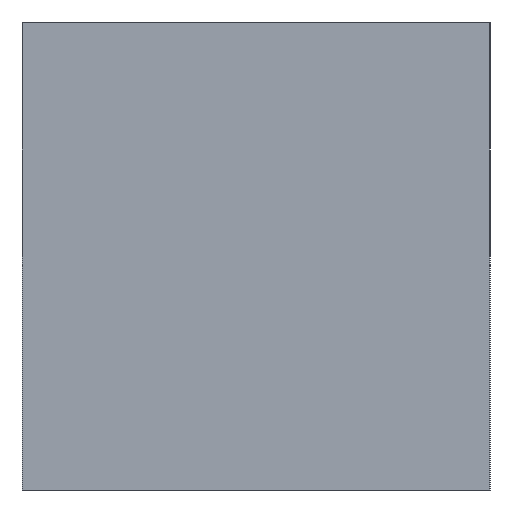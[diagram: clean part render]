
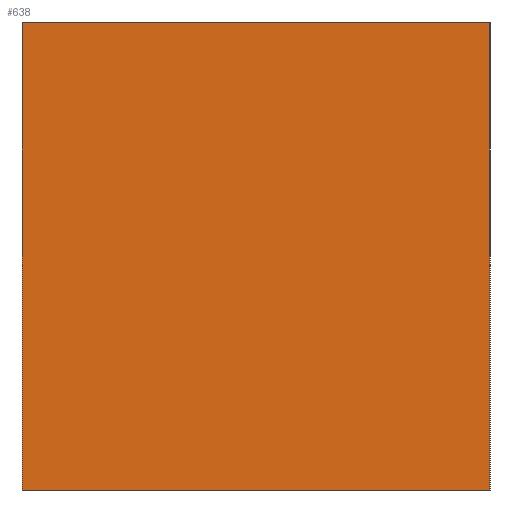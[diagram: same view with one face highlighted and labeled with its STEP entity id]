
A CAD part, left-side view. The second image highlights one B-rep face of the part: STEP entity #638.
In plain terms, the highlighted planar face has unit normal (-1, 0, 0).
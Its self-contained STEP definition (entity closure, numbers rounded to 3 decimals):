
#4 = VECTOR ( 'NONE', #460, 1000. ) ;
#21 = DIRECTION ( 'NONE',  ( 1., 0., 0. ) ) ;
#69 = LINE ( 'NONE', #589, #650 ) ;
#74 = LINE ( 'NONE', #287, #4 ) ;
#76 = DIRECTION ( 'NONE',  ( 0., -1., 0. ) ) ;
#118 = ORIENTED_EDGE ( 'NONE', *, *, #446, .F. ) ;
#120 = CARTESIAN_POINT ( 'NONE',  ( -1.6, 1.25, 0. ) ) ;
#133 = DIRECTION ( 'NONE',  ( 0., 1., 0. ) ) ;
#137 = CARTESIAN_POINT ( 'NONE',  ( -1.6, 1.25, 0. ) ) ;
#143 = LINE ( 'NONE', #379, #557 ) ;
#148 = EDGE_CURVE ( 'NONE', #185, #622, #520, .T. ) ;
#185 = VERTEX_POINT ( 'NONE', #120 ) ;
#220 = CARTESIAN_POINT ( 'NONE',  ( -1.6, -1.25, 0. ) ) ;
#241 = CARTESIAN_POINT ( 'NONE',  ( -1.6, -1.25, 2.5 ) ) ;
#242 = EDGE_CURVE ( 'NONE', #719, #622, #143, .T. ) ;
#272 = ORIENTED_EDGE ( 'NONE', *, *, #148, .T. ) ;
#287 = CARTESIAN_POINT ( 'NONE',  ( -1.6, 1.25, 2.5 ) ) ;
#333 = AXIS2_PLACEMENT_3D ( 'NONE', #416, #21, #133 ) ;
#379 = CARTESIAN_POINT ( 'NONE',  ( -1.6, -1.25, 2.5 ) ) ;
#387 = EDGE_LOOP ( 'NONE', ( #272, #623, #118, #517 ) ) ;
#416 = CARTESIAN_POINT ( 'NONE',  ( -1.6, 1.25, 2.5 ) ) ;
#446 = EDGE_CURVE ( 'NONE', #447, #719, #69, .T. ) ;
#447 = VERTEX_POINT ( 'NONE', #471 ) ;
#451 = FACE_OUTER_BOUND ( 'NONE', #387, .T. ) ;
#460 = DIRECTION ( 'NONE',  ( 0., 0., -1. ) ) ;
#471 = CARTESIAN_POINT ( 'NONE',  ( -1.6, 1.25, 2.5 ) ) ;
#485 = EDGE_CURVE ( 'NONE', #447, #185, #74, .T. ) ;
#495 = DIRECTION ( 'NONE',  ( 0., 0., -1. ) ) ;
#510 = VECTOR ( 'NONE', #76, 1000. ) ;
#517 = ORIENTED_EDGE ( 'NONE', *, *, #485, .T. ) ;
#520 = LINE ( 'NONE', #137, #510 ) ;
#532 = DIRECTION ( 'NONE',  ( 0., -1., 0. ) ) ;
#557 = VECTOR ( 'NONE', #495, 1000. ) ;
#589 = CARTESIAN_POINT ( 'NONE',  ( -1.6, 1.25, 2.5 ) ) ;
#622 = VERTEX_POINT ( 'NONE', #220 ) ;
#623 = ORIENTED_EDGE ( 'NONE', *, *, #242, .F. ) ;
#638 = ADVANCED_FACE ( 'NONE', ( #451 ), #720, .F. ) ;
#650 = VECTOR ( 'NONE', #532, 1000. ) ;
#719 = VERTEX_POINT ( 'NONE', #241 ) ;
#720 = PLANE ( 'NONE',  #333 ) ;
